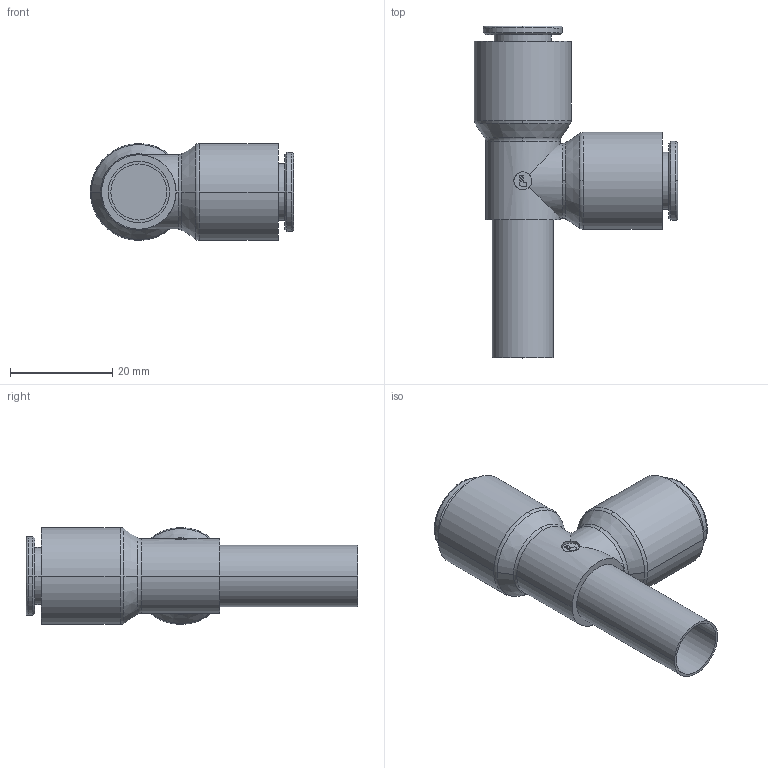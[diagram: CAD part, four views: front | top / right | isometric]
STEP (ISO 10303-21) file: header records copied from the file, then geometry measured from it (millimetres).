
FILE_DESCRIPTION(('STEP AP214'),'1');
FILE_NAME('3183_10_12.stp','2016-07-07T14:59:11',('TraceParts'),('TraceParts S.A.'),'Spatial InterOp 3D',' ',' ');
FILE_SCHEMA(('automotive_design'));
Length unit declared in the file: millimetre
Products named in the file (1): 1
Bounding box: 39.84 x 65.07 x 19 mm (x, y, z)
Volume: 9967.6 mm3; surface area: 8069.4 mm2
Topology: 1 solids, 1 shells, 84 faces, 216 edges, 143 vertices
Faces by surface type: cylinder 36, plane 28, torus 12, cone 8
Entity records: 2837 total; most frequent: CARTESIAN_POINT 666, DIRECTION 496, ORIENTED_EDGE 432, EDGE_CURVE 216, AXIS2_PLACEMENT_3D 205, VERTEX_POINT 143, CIRCLE 114, EDGE_LOOP 95
